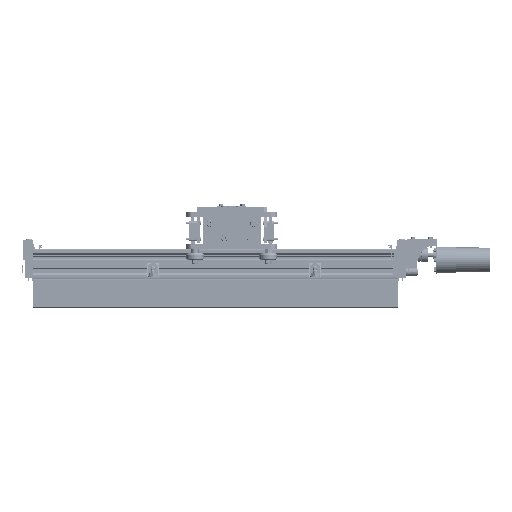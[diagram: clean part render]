
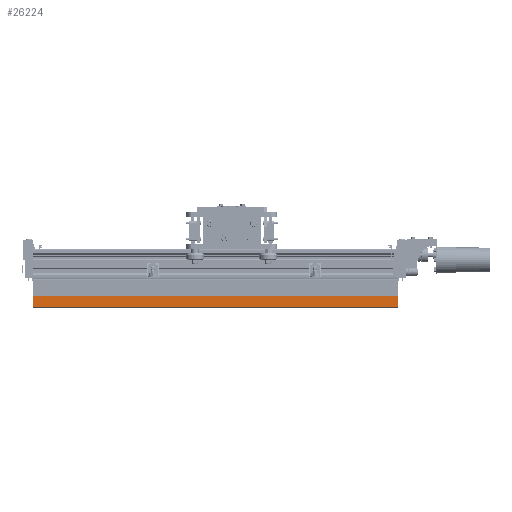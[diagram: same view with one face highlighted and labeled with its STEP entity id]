
A CAD part, left-side view. The second image highlights one B-rep face of the part: STEP entity #26224.
In plain terms, the highlighted face is planar.
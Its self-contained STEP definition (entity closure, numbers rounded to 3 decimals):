
#1688=PLANE('',#28408);
#2650=FACE_OUTER_BOUND('',#4033,.T.);
#4033=EDGE_LOOP('',(#18849,#18850,#18851,#18852));
#5768=LINE('',#39654,#8209);
#5769=LINE('',#39657,#8210);
#5770=LINE('',#39659,#8211);
#5771=LINE('',#39660,#8212);
#8209=VECTOR('',#31729,10.);
#8210=VECTOR('',#31732,10.);
#8211=VECTOR('',#31733,10.);
#8212=VECTOR('',#31734,10.);
#11943=VERTEX_POINT('',#39650);
#11944=VERTEX_POINT('',#39652);
#11945=VERTEX_POINT('',#39656);
#11946=VERTEX_POINT('',#39658);
#14715=EDGE_CURVE('',#11943,#11944,#5768,.T.);
#14716=EDGE_CURVE('',#11943,#11945,#5769,.T.);
#14717=EDGE_CURVE('',#11946,#11944,#5770,.T.);
#14718=EDGE_CURVE('',#11945,#11946,#5771,.T.);
#18849=ORIENTED_EDGE('',*,*,#14716,.F.);
#18850=ORIENTED_EDGE('',*,*,#14715,.T.);
#18851=ORIENTED_EDGE('',*,*,#14717,.F.);
#18852=ORIENTED_EDGE('',*,*,#14718,.F.);
#26224=ADVANCED_FACE('',(#2650),#1688,.T.);
#28408=AXIS2_PLACEMENT_3D('',#39655,#31730,#31731);
#31729=DIRECTION('',(0.,0.,1.));
#31730=DIRECTION('center_axis',(1.,0.,0.));
#31731=DIRECTION('ref_axis',(0.,1.,0.));
#31732=DIRECTION('',(0.,-1.,0.));
#31733=DIRECTION('',(0.,1.,0.));
#31734=DIRECTION('',(0.,0.,1.));
#39650=CARTESIAN_POINT('',(40.,-4.723,0.));
#39652=CARTESIAN_POINT('',(40.,-4.723,500.));
#39654=CARTESIAN_POINT('',(40.,-4.723,0.));
#39655=CARTESIAN_POINT('Origin',(40.,-18.5,0.));
#39656=CARTESIAN_POINT('',(40.,-18.5,0.));
#39657=CARTESIAN_POINT('',(40.,-4.723,0.));
#39658=CARTESIAN_POINT('',(40.,-18.5,500.));
#39659=CARTESIAN_POINT('',(40.,-4.723,500.));
#39660=CARTESIAN_POINT('',(40.,-18.5,0.));
